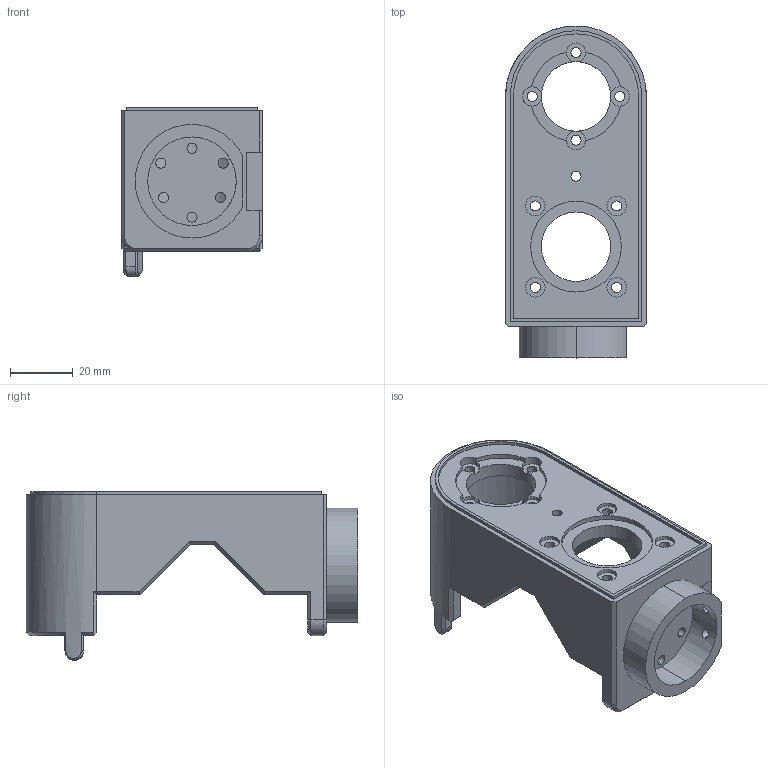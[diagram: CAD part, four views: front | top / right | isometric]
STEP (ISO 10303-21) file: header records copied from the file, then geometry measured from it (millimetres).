
FILE_DESCRIPTION (( 'STEP AP214' ), '1' );
FILE_NAME ('frame4.step', '2025-07-05T23:20:27', ( '' ), ( '' ), 'SwSTEP 2.0', 'SolidWorks 2022', '' );
FILE_SCHEMA (( 'AUTOMOTIVE_DESIGN' ));
Length unit declared in the file: millimetre
Products named in the file (1): frame4
Bounding box: 45 x 106 x 53.9 mm (x, y, z)
Volume: 54888.6 mm3; surface area: 26792.8 mm2
Topology: 1 solids, 1 shells, 184 faces, 470 edges, 304 vertices
Faces by surface type: cylinder 88, plane 84, cone 8, bspline 4
Entity records: 6476 total; most frequent: CARTESIAN_POINT 1793, DIRECTION 998, ORIENTED_EDGE 940, EDGE_CURVE 470, AXIS2_PLACEMENT_3D 377, VERTEX_POINT 304, LINE 244, VECTOR 244
